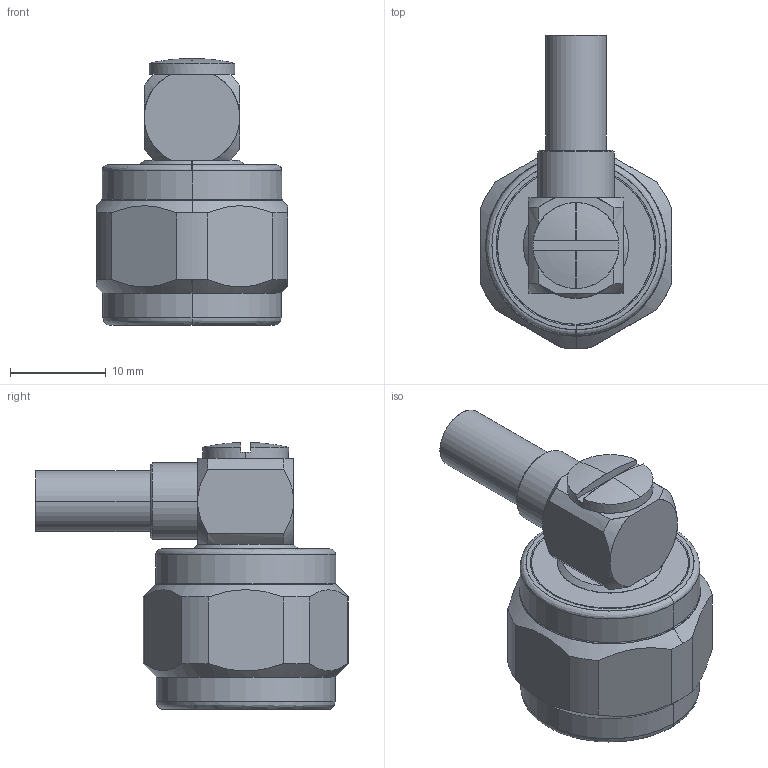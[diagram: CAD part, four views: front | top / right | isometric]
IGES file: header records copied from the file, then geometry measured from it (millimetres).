
Start section: SolidWorks IGES file using analytic representation for surfaces
Global section: file name: R161.182.080A.IGS; native system: SolidWorks 2014; preprocessor: SolidWorks 2014; author: RAYMOND_G; date: 150203.155520; units: millimetre
Bounding box: 20 x 32.75 x 27.94 mm (x, y, z)
Surface area: 3644.3 mm2 (no closed solid volume)
Topology: 0 solids, 0 shells, 132 faces, 1544 edges, 1544 vertices
Faces by surface type: revolution 81, bspline 51
